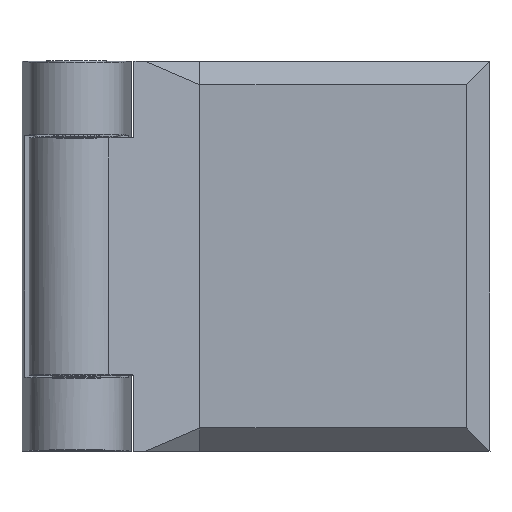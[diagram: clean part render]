
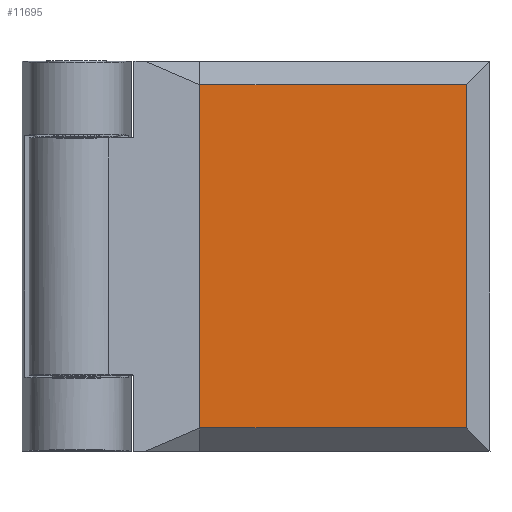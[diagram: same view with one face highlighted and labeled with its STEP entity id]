
A CAD part, top view. The second image highlights one B-rep face of the part: STEP entity #11695.
In plain terms, the highlighted planar face has unit normal (0, 0, 1).
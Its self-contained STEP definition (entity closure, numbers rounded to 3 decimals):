
#385 = DIRECTION ( 'NONE',  ( 0., -1., 0. ) ) ;
#495 = CARTESIAN_POINT ( 'NONE',  ( 30.302, -17.887, 21.166 ) ) ;
#522 = CARTESIAN_POINT ( 'NONE',  ( 16.92, 21.613, 21.166 ) ) ;
#622 = EDGE_CURVE ( 'NONE', #9410, #9682, #1422, .T. ) ;
#716 = CARTESIAN_POINT ( 'NONE',  ( 16.92, -22.387, 21.166 ) ) ;
#943 = LINE ( 'NONE', #7521, #6139 ) ;
#1422 = LINE ( 'NONE', #9958, #9439 ) ;
#2073 = VERTEX_POINT ( 'NONE', #4486 ) ;
#3291 = EDGE_CURVE ( 'NONE', #2073, #6450, #10619, .T. ) ;
#3441 = DIRECTION ( 'NONE',  ( 1., 0., 0. ) ) ;
#4055 = ORIENTED_EDGE ( 'NONE', *, *, #8576, .F. ) ;
#4137 = ORIENTED_EDGE ( 'NONE', *, *, #3291, .F. ) ;
#4138 = CARTESIAN_POINT ( 'NONE',  ( 51.12, -22.387, 21.166 ) ) ;
#4483 = ORIENTED_EDGE ( 'NONE', *, *, #622, .T. ) ;
#4486 = CARTESIAN_POINT ( 'NONE',  ( 51.12, 21.613, 21.166 ) ) ;
#5458 = DIRECTION ( 'NONE',  ( 0., -1., 0. ) ) ;
#6139 = VECTOR ( 'NONE', #11532, 1000. ) ;
#6305 = EDGE_CURVE ( 'NONE', #9682, #6450, #943, .T. ) ;
#6450 = VERTEX_POINT ( 'NONE', #4138 ) ;
#7521 = CARTESIAN_POINT ( 'NONE',  ( 30.302, -22.387, 21.166 ) ) ;
#7846 = VECTOR ( 'NONE', #5458, 1000. ) ;
#7874 = VECTOR ( 'NONE', #7994, 1000. ) ;
#7994 = DIRECTION ( 'NONE',  ( 1., 0., 0. ) ) ;
#8061 = CARTESIAN_POINT ( 'NONE',  ( 54.22, 21.613, 21.166 ) ) ;
#8289 = DIRECTION ( 'NONE',  ( 0., 0., 1. ) ) ;
#8497 = EDGE_LOOP ( 'NONE', ( #4055, #4483, #11173, #4137 ) ) ;
#8576 = EDGE_CURVE ( 'NONE', #9410, #2073, #9901, .T. ) ;
#8816 = CARTESIAN_POINT ( 'NONE',  ( 51.12, -20.387, 21.166 ) ) ;
#9340 = AXIS2_PLACEMENT_3D ( 'NONE', #495, #8289, #3441 ) ;
#9410 = VERTEX_POINT ( 'NONE', #522 ) ;
#9439 = VECTOR ( 'NONE', #385, 1000. ) ;
#9682 = VERTEX_POINT ( 'NONE', #716 ) ;
#9901 = LINE ( 'NONE', #8061, #7874 ) ;
#9958 = CARTESIAN_POINT ( 'NONE',  ( 16.92, -17.887, 21.166 ) ) ;
#10145 = FACE_OUTER_BOUND ( 'NONE', #8497, .T. ) ;
#10619 = LINE ( 'NONE', #8816, #7846 ) ;
#11173 = ORIENTED_EDGE ( 'NONE', *, *, #6305, .T. ) ;
#11532 = DIRECTION ( 'NONE',  ( 1., 0., 0. ) ) ;
#11695 = ADVANCED_FACE ( 'NONE', ( #10145 ), #12118, .T. ) ;
#12118 = PLANE ( 'NONE',  #9340 ) ;
